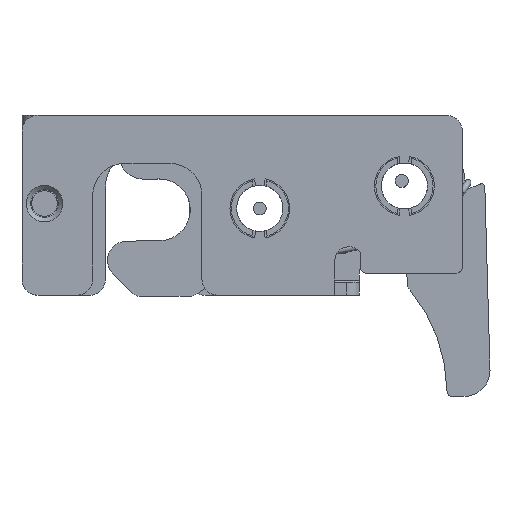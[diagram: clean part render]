
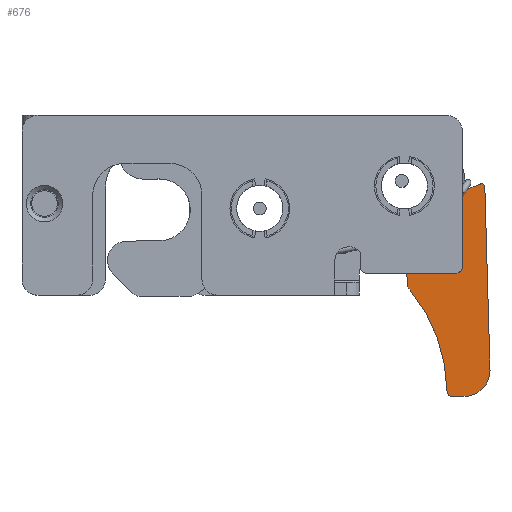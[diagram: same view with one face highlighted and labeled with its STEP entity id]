
A CAD part, top view. The second image highlights one B-rep face of the part: STEP entity #676.
In plain terms, the highlighted planar face has unit normal (0, 0, 1).
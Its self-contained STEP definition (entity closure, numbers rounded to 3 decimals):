
#676=ADVANCED_FACE('',(#1111,#1112),#1113,.T.);
#1111=FACE_BOUND('',#2715,.T.);
#1112=FACE_OUTER_BOUND('',#2716,.T.);
#1113=PLANE('',#2717);
#2715=EDGE_LOOP('',(#4104));
#2716=EDGE_LOOP('',(#4105,#4106,#4107,#4108,#4109,#4110,#4111,#4112,#4113,#4114,#4115,#4116,#4117,#4118,#4119,#4120,#4121));
#2717=AXIS2_PLACEMENT_3D('',#4122,#4123,#4124);
#4104=ORIENTED_EDGE('',*,*,#5007,.T.);
#4105=ORIENTED_EDGE('',*,*,#5008,.T.);
#4106=ORIENTED_EDGE('',*,*,#5009,.T.);
#4107=ORIENTED_EDGE('',*,*,#5010,.T.);
#4108=ORIENTED_EDGE('',*,*,#5011,.T.);
#4109=ORIENTED_EDGE('',*,*,#5012,.T.);
#4110=ORIENTED_EDGE('',*,*,#4980,.T.);
#4111=ORIENTED_EDGE('',*,*,#4996,.T.);
#4112=ORIENTED_EDGE('',*,*,#4999,.T.);
#4113=ORIENTED_EDGE('',*,*,#5002,.T.);
#4114=ORIENTED_EDGE('',*,*,#5005,.T.);
#4115=ORIENTED_EDGE('',*,*,#5013,.T.);
#4116=ORIENTED_EDGE('',*,*,#4993,.T.);
#4117=ORIENTED_EDGE('',*,*,#5014,.T.);
#4118=ORIENTED_EDGE('',*,*,#5015,.T.);
#4119=ORIENTED_EDGE('',*,*,#4986,.T.);
#4120=ORIENTED_EDGE('',*,*,#4979,.T.);
#4121=ORIENTED_EDGE('',*,*,#4988,.T.);
#4122=CARTESIAN_POINT('',(25.428,-19.77,1.65));
#4123=DIRECTION('',(0.,0.,1.0));
#4124=DIRECTION('',(1.,0.028,0.));
#4979=EDGE_CURVE('',#5774,#5779,#5781,.T.);
#4980=EDGE_CURVE('',#5782,#5783,#5784,.T.);
#4986=EDGE_CURVE('',#5790,#5774,#5794,.T.);
#4988=EDGE_CURVE('',#5779,#5795,#5798,.T.);
#4993=EDGE_CURVE('',#5800,#5805,#5807,.T.);
#4996=EDGE_CURVE('',#5783,#5810,#5812,.F.);
#4999=EDGE_CURVE('',#5810,#5815,#5817,.T.);
#5002=EDGE_CURVE('',#5815,#5820,#5822,.T.);
#5005=EDGE_CURVE('',#5820,#5825,#5827,.T.);
#5007=EDGE_CURVE('',#5830,#5830,#5831,.T.);
#5008=EDGE_CURVE('',#5795,#5832,#5833,.T.);
#5009=EDGE_CURVE('',#5832,#5834,#5835,.T.);
#5010=EDGE_CURVE('',#5834,#5836,#5837,.T.);
#5011=EDGE_CURVE('',#5836,#5838,#5839,.T.);
#5012=EDGE_CURVE('',#5838,#5782,#5840,.T.);
#5013=EDGE_CURVE('',#5825,#5800,#5841,.T.);
#5014=EDGE_CURVE('',#5805,#5842,#5843,.T.);
#5015=EDGE_CURVE('',#5842,#5790,#5844,.T.);
#5774=VERTEX_POINT('',#7061);
#5779=VERTEX_POINT('',#7067);
#5781=CIRCLE('',#7070,0.5);
#5782=VERTEX_POINT('',#7071);
#5783=VERTEX_POINT('',#7072);
#5784=CIRCLE('',#7073,9.5);
#5790=VERTEX_POINT('',#7081);
#5794=LINE('',#7087,#7088);
#5795=VERTEX_POINT('',#7089);
#5798=CIRCLE('',#7093,9.5);
#5800=VERTEX_POINT('',#7095);
#5805=VERTEX_POINT('',#7101);
#5807=CIRCLE('',#7104,4.);
#5810=VERTEX_POINT('',#7108);
#5812=LINE('',#7111,#7112);
#5815=VERTEX_POINT('',#7115);
#5817=CIRCLE('',#7118,2.);
#5820=VERTEX_POINT('',#7121);
#5822=CIRCLE('',#7124,25.);
#5825=VERTEX_POINT('',#7127);
#5827=CIRCLE('',#7130,1.);
#5830=VERTEX_POINT('',#7133);
#5831=CIRCLE('',#7134,5.4);
#5832=VERTEX_POINT('',#7135);
#5833=LINE('',#7136,#7137);
#5834=VERTEX_POINT('',#7138);
#5835=CIRCLE('',#7139,1.);
#5836=VERTEX_POINT('',#7140);
#5837=LINE('',#7141,#7142);
#5838=VERTEX_POINT('',#7143);
#5839=CIRCLE('',#7144,1.);
#5840=LINE('',#7145,#7146);
#5841=LINE('',#7147,#7148);
#5842=VERTEX_POINT('',#7149);
#5843=LINE('',#7150,#7151);
#5844=CIRCLE('',#7152,0.5);
#7061=CARTESIAN_POINT('',(27.995,11.682,1.65));
#7067=CARTESIAN_POINT('',(27.311,12.14,1.65));
#7070=AXIS2_PLACEMENT_3D('',#8218,#8219,#8220);
#7071=CARTESIAN_POINT('',(12.367,4.242,1.65));
#7072=CARTESIAN_POINT('',(18.081,2.531,1.65));
#7073=AXIS2_PLACEMENT_3D('',#8221,#8222,#8223);
#7081=CARTESIAN_POINT('',(29.637,12.332,1.65));
#7087=CARTESIAN_POINT('',(29.637,12.332,1.65));
#7088=VECTOR('',#8231,1.0);
#7089=CARTESIAN_POINT('',(8.788,9.058,1.65));
#7093=AXIS2_PLACEMENT_3D('',#8233,#8234,#8235);
#7095=CARTESIAN_POINT('',(27.243,-20.719,1.65));
#7101=CARTESIAN_POINT('',(31.128,-16.607,1.65));
#7104=AXIS2_PLACEMENT_3D('',#8244,#8245,#8246);
#7108=CARTESIAN_POINT('',(18.237,-2.967,1.65));
#7111=CARTESIAN_POINT('',(18.718,-19.96,1.65));
#7112=VECTOR('',#8249,1.0);
#7115=CARTESIAN_POINT('',(18.695,-4.185,1.65));
#7118=AXIS2_PLACEMENT_3D('',#8254,#8255,#8256);
#7121=CARTESIAN_POINT('',(24.428,-19.783,1.65));
#7124=AXIS2_PLACEMENT_3D('',#8261,#8262,#8263);
#7127=CARTESIAN_POINT('',(25.456,-20.769,1.65));
#7130=AXIS2_PLACEMENT_3D('',#8268,#8269,#8270);
#7133=CARTESIAN_POINT('',(12.414,11.874,1.65));
#7134=AXIS2_PLACEMENT_3D('',#8274,#8275,#8276);
#7135=CARTESIAN_POINT('',(5.388,6.531,1.65));
#7136=CARTESIAN_POINT('',(8.788,9.058,1.65));
#7137=VECTOR('',#8277,1.0);
#7138=CARTESIAN_POINT('',(5.182,5.131,1.65));
#7139=AXIS2_PLACEMENT_3D('',#8278,#8279,#8280);
#7140=CARTESIAN_POINT('',(7.568,1.921,1.65));
#7141=CARTESIAN_POINT('',(4.585,5.934,1.65));
#7142=VECTOR('',#8281,1.0);
#7143=CARTESIAN_POINT('',(8.967,1.715,1.65));
#7144=AXIS2_PLACEMENT_3D('',#8282,#8283,#8284);
#7145=CARTESIAN_POINT('',(8.165,1.119,1.65));
#7146=VECTOR('',#8285,1.0);
#7147=CARTESIAN_POINT('',(25.456,-20.769,1.65));
#7148=VECTOR('',#8286,1.0);
#7149=CARTESIAN_POINT('',(30.321,11.882,1.65));
#7150=CARTESIAN_POINT('',(31.213,-19.606,1.65));
#7151=VECTOR('',#8287,1.0);
#7152=AXIS2_PLACEMENT_3D('',#8288,#8289,#8290);
#8218=CARTESIAN_POINT('',(27.811,12.146,1.65));
#8219=DIRECTION('',(0.,0.,-1.0));
#8220=DIRECTION('',(-1.,-0.028,0.));
#8221=CARTESIAN_POINT('',(17.812,12.027,1.65));
#8222=DIRECTION('',(0.,0.,1.0));
#8223=DIRECTION('',(1.,0.028,0.));
#8231=DIRECTION('',(-0.93,-0.369,0.));
#8233=CARTESIAN_POINT('',(17.812,12.027,1.65));
#8234=DIRECTION('',(0.,0.,1.0));
#8235=DIRECTION('',(1.,0.028,0.));
#8244=CARTESIAN_POINT('',(27.13,-16.72,1.65));
#8245=DIRECTION('',(0.,0.,1.0));
#8246=DIRECTION('',(1.,0.028,0.));
#8249=DIRECTION('',(-0.028,1.,0.));
#8254=CARTESIAN_POINT('',(20.236,-2.91,1.65));
#8255=DIRECTION('',(0.,0.,1.0));
#8256=DIRECTION('',(1.,0.028,0.));
#8261=CARTESIAN_POINT('',(-0.57,-20.118,1.65));
#8262=DIRECTION('',(0.,0.,-1.0));
#8263=DIRECTION('',(-1.,-0.028,0.));
#8268=CARTESIAN_POINT('',(25.428,-19.77,1.65));
#8269=DIRECTION('',(0.,0.,1.0));
#8270=DIRECTION('',(1.,0.028,0.));
#8274=CARTESIAN_POINT('',(17.812,12.027,1.65));
#8275=DIRECTION('',(0.,0.,-1.0));
#8276=DIRECTION('',(-1.,-0.028,0.));
#8277=DIRECTION('',(-0.803,-0.597,0.));
#8278=CARTESIAN_POINT('',(5.984,5.728,1.65));
#8279=DIRECTION('',(0.,0.,1.0));
#8280=DIRECTION('',(1.,0.028,0.));
#8281=DIRECTION('',(0.597,-0.803,0.));
#8282=CARTESIAN_POINT('',(8.371,2.518,1.65));
#8283=DIRECTION('',(0.,0.,1.0));
#8284=DIRECTION('',(1.,0.028,0.));
#8285=DIRECTION('',(0.803,0.597,0.));
#8286=DIRECTION('',(1.,0.028,0.));
#8287=DIRECTION('',(-0.028,1.,0.));
#8288=CARTESIAN_POINT('',(29.821,11.867,1.65));
#8289=DIRECTION('',(0.,0.,1.0));
#8290=DIRECTION('',(1.,0.028,0.));
